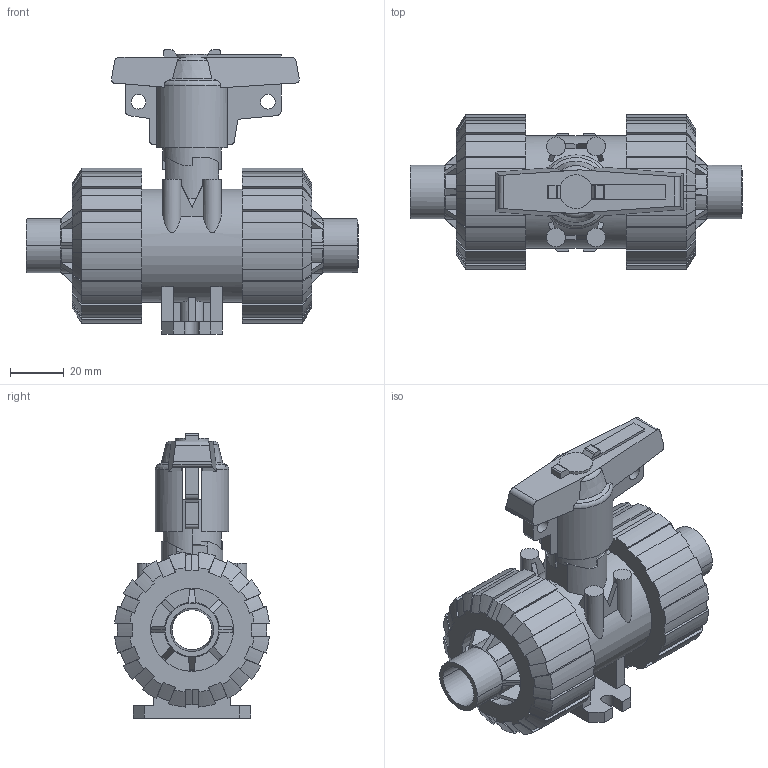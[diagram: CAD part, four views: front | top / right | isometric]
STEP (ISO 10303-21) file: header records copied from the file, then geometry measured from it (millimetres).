
FILE_DESCRIPTION(('STEP AP214'),'1');
FILE_NAME('cctmp_7C9B1F0D-62E7-406B-A2B2-72857E3D5F29_2021_10_22_07_08_52_0401..stp','2021-10-22T05:08:53',('Praher Valves GmbH'),('CADClick - www.CADClick.com'),'Spatial InterOp 3D',' ','unknown authorization');
FILE_SCHEMA(('AUTOMOTIVE_DESIGN'));
Length unit declared in the file: millimetre
Products named in the file (7): cc_unnamed; 210297_5; 210297_4; 210297_3; 210297_2; 210297_1; 210297
Assembly tree (6 placements, depth 2):
  cc_unnamed
    210297_5
    210297_4
    210297_3
    210297_2
    210297_1
    210297
Bounding box: 124 x 57.78 x 106.17 mm (x, y, z)
Volume: 202969.6 mm3; surface area: 66153.9 mm2
Topology: 6 solids, 6 shells, 505 faces, 1452 edges, 964 vertices
Faces by surface type: plane 243, cylinder 118, cone 80, bspline 56, torus 8
Entity records: 23183 total; most frequent: CARTESIAN_POINT 6317, ORIENTED_EDGE 2904, DIRECTION 2392, EDGE_CURVE 1452, VERTEX_POINT 964, AXIS2_PLACEMENT_3D 840, LINE 712, VECTOR 712
